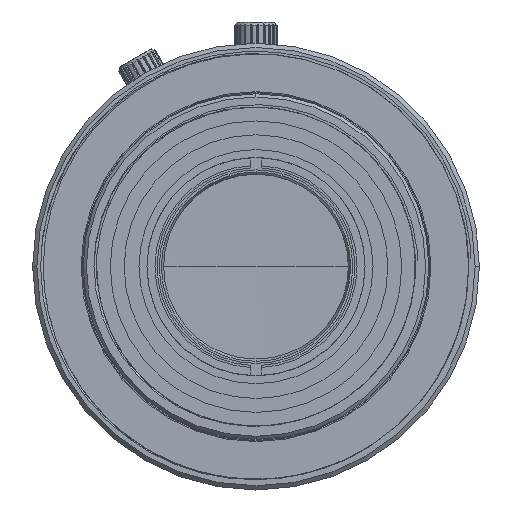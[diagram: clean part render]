
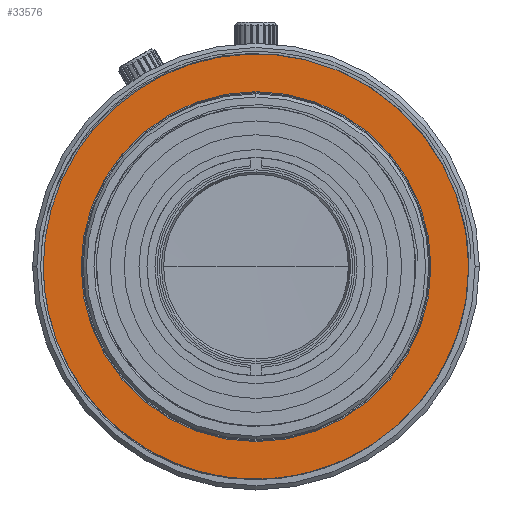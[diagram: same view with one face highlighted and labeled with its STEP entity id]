
A CAD part, left-side view. The second image highlights one B-rep face of the part: STEP entity #33576.
In plain terms, the highlighted planar face has unit normal (-1, 0, 0).
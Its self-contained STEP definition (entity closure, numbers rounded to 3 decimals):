
#1700 = AXIS2_PLACEMENT_3D ( 'NONE', #14136, #32468, #5506 ) ;
#2650 = DIRECTION ( 'NONE',  ( 0., -1., 0. ) ) ;
#3106 = VERTEX_POINT ( 'NONE', #39171 ) ;
#3502 = CARTESIAN_POINT ( 'NONE',  ( -18.372, 0., 0. ) ) ;
#5035 = CARTESIAN_POINT ( 'NONE',  ( -18.372, 0., 0. ) ) ;
#5506 = DIRECTION ( 'NONE',  ( 0., -1., 0. ) ) ;
#5681 = VERTEX_POINT ( 'NONE', #19507 ) ;
#6112 = ORIENTED_EDGE ( 'NONE', *, *, #28384, .T. ) ;
#6230 = ORIENTED_EDGE ( 'NONE', *, *, #19135, .T. ) ;
#6612 = CARTESIAN_POINT ( 'NONE',  ( -18.372, 16.45, 0. ) ) ;
#7398 = CARTESIAN_POINT ( 'NONE',  ( -18.372, 0., 0. ) ) ;
#7560 = VERTEX_POINT ( 'NONE', #55322 ) ;
#8366 = CARTESIAN_POINT ( 'NONE',  ( -18.372, 0., 0. ) ) ;
#8643 = DIRECTION ( 'NONE',  ( 0., -1., 0. ) ) ;
#9416 = VERTEX_POINT ( 'NONE', #6612 ) ;
#10932 = AXIS2_PLACEMENT_3D ( 'NONE', #3502, #56089, #2650 ) ;
#14136 = CARTESIAN_POINT ( 'NONE',  ( -18.372, 0., 0. ) ) ;
#15863 = FACE_OUTER_BOUND ( 'NONE', #24009, .T. ) ;
#17817 = DIRECTION ( 'NONE',  ( -1., 0., 0. ) ) ;
#19135 = EDGE_CURVE ( 'NONE', #3106, #5681, #29298, .T. ) ;
#19507 = CARTESIAN_POINT ( 'NONE',  ( -18.372, 20.45, 0. ) ) ;
#21450 = DIRECTION ( 'NONE',  ( 0., -1., 0. ) ) ;
#24009 = EDGE_LOOP ( 'NONE', ( #6230, #6112 ) ) ;
#25468 = DIRECTION ( 'NONE',  ( -1., 0., 0. ) ) ;
#25756 = EDGE_CURVE ( 'NONE', #9416, #7560, #28405, .T. ) ;
#27327 = ORIENTED_EDGE ( 'NONE', *, *, #30038, .F. ) ;
#27480 = AXIS2_PLACEMENT_3D ( 'NONE', #7398, #25468, #21450 ) ;
#28384 = EDGE_CURVE ( 'NONE', #5681, #3106, #33091, .T. ) ;
#28405 = CIRCLE ( 'NONE', #33904, 16.45 ) ;
#29298 = CIRCLE ( 'NONE', #43051, 20.45 ) ;
#29555 = EDGE_LOOP ( 'NONE', ( #27327, #38744 ) ) ;
#30038 = EDGE_CURVE ( 'NONE', #7560, #9416, #53999, .T. ) ;
#32468 = DIRECTION ( 'NONE',  ( -1., 0., 0. ) ) ;
#33091 = CIRCLE ( 'NONE', #27480, 20.45 ) ;
#33576 = ADVANCED_FACE ( 'NONE', ( #15863, #55234 ), #42000, .T. ) ;
#33904 = AXIS2_PLACEMENT_3D ( 'NONE', #5035, #48439, #40091 ) ;
#38744 = ORIENTED_EDGE ( 'NONE', *, *, #25756, .F. ) ;
#39171 = CARTESIAN_POINT ( 'NONE',  ( -18.372, -20.45, 0. ) ) ;
#40091 = DIRECTION ( 'NONE',  ( 0., -1., 0. ) ) ;
#42000 = PLANE ( 'NONE',  #10932 ) ;
#43051 = AXIS2_PLACEMENT_3D ( 'NONE', #8366, #17817, #8643 ) ;
#48439 = DIRECTION ( 'NONE',  ( -1., 0., 0. ) ) ;
#53999 = CIRCLE ( 'NONE', #1700, 16.45 ) ;
#55234 = FACE_BOUND ( 'NONE', #29555, .T. ) ;
#55322 = CARTESIAN_POINT ( 'NONE',  ( -18.372, -16.45, 0. ) ) ;
#56089 = DIRECTION ( 'NONE',  ( -1., 0., 0. ) ) ;
